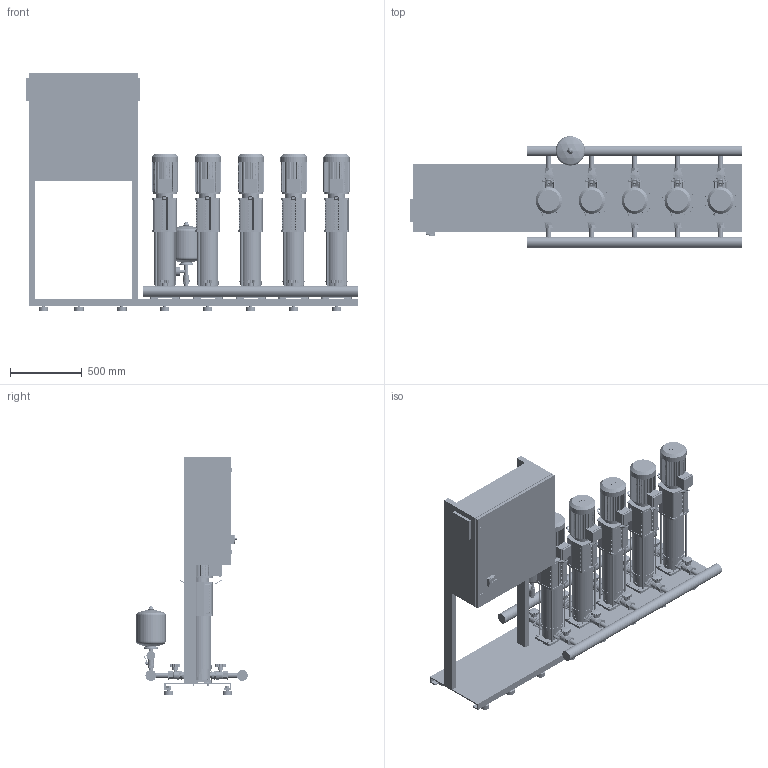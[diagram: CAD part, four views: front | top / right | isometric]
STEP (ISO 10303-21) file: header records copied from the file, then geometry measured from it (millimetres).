
FILE_DESCRIPTION((''),'2;1');
FILE_NAME('3d_COR-5HELIXV416_K_CC-01-2536493.stp','2016-01-22T12:54:20',(''),(''),'Mechanical Desktop 2009','Mechanical Desktop 2009',', , ');
FILE_SCHEMA(('CONFIG_CONTROL_DESIGN'));
Length unit declared in the file: millimetre
Products named in the file (1): Product
Bounding box: 2320 x 780.05 x 1670 mm (x, y, z)
Volume: 291078079.4 mm3; surface area: 14364113.2 mm2
Topology: 199 solids, 199 shells, 7532 faces, 19863 edges, 13090 vertices
Faces by surface type: plane 3738, bspline 1801, cylinder 1701, cone 264, torus 26, sphere 2
Entity records: 243534 total; most frequent: CARTESIAN_POINT 57043, ORIENTED_EDGE 39686, DIRECTION 35658, EDGE_CURVE 19843, VECTOR 13976, LINE 13976, VERTEX_POINT 13085, AXIS2_PLACEMENT_3D 10841
